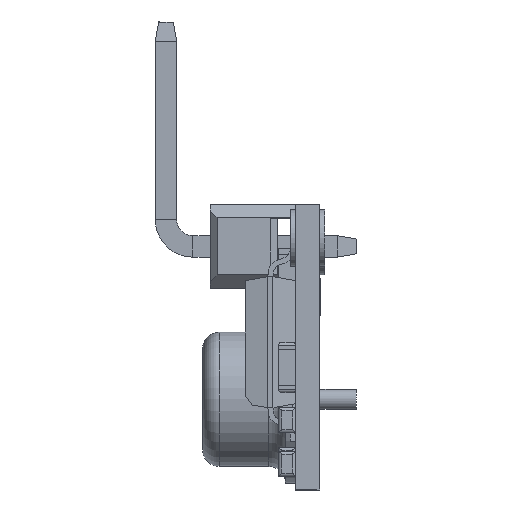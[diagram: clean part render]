
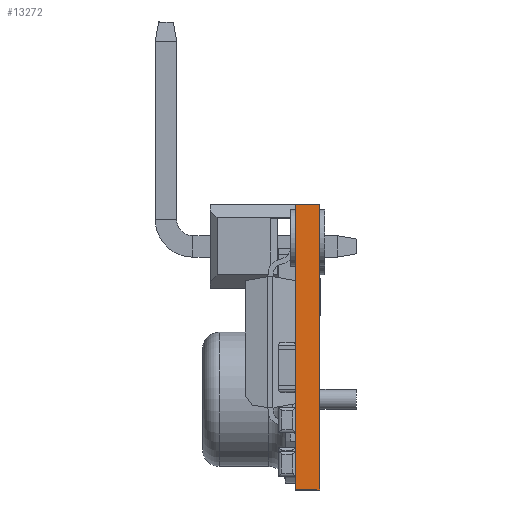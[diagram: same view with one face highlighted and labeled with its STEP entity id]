
A CAD part, left-side view. The second image highlights one B-rep face of the part: STEP entity #13272.
In plain terms, the highlighted planar face has unit normal (-1, 0, 0).
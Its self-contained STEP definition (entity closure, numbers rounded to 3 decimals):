
#1443=FACE_OUTER_BOUND('',#2240,.T.);
#2240=EDGE_LOOP('',(#10100,#10101,#10102,#10103));
#3215=LINE('',#19950,#4697);
#3254=LINE('',#20114,#4736);
#3255=LINE('',#20116,#4737);
#3256=LINE('',#20117,#4738);
#4697=VECTOR('',#15293,10.);
#4736=VECTOR('',#15474,10.);
#4737=VECTOR('',#15475,10.);
#4738=VECTOR('',#15476,10.);
#6146=VERTEX_POINT('',#19946);
#6148=VERTEX_POINT('',#19949);
#6202=VERTEX_POINT('',#20113);
#6203=VERTEX_POINT('',#20115);
#7519=EDGE_CURVE('',#6148,#6146,#3215,.T.);
#7594=EDGE_CURVE('',#6146,#6202,#3254,.T.);
#7595=EDGE_CURVE('',#6203,#6202,#3255,.T.);
#7596=EDGE_CURVE('',#6148,#6203,#3256,.T.);
#10100=ORIENTED_EDGE('',*,*,#7519,.T.);
#10101=ORIENTED_EDGE('',*,*,#7594,.T.);
#10102=ORIENTED_EDGE('',*,*,#7595,.F.);
#10103=ORIENTED_EDGE('',*,*,#7596,.F.);
#12623=PLANE('',#14015);
#13272=ADVANCED_FACE('',(#1443),#12623,.T.);
#14015=AXIS2_PLACEMENT_3D('',#20112,#15472,#15473);
#15293=DIRECTION('',(0.,0.,1.));
#15472=DIRECTION('center_axis',(-1.,0.,0.));
#15473=DIRECTION('ref_axis',(0.,0.,1.));
#15474=DIRECTION('',(0.,1.,0.));
#15475=DIRECTION('',(0.,0.,1.));
#15476=DIRECTION('',(0.,1.,0.));
#19946=CARTESIAN_POINT('',(-15.125,0.,4.25));
#19949=CARTESIAN_POINT('',(-15.125,0.,-4.25));
#19950=CARTESIAN_POINT('',(-15.125,0.,-4.25));
#20112=CARTESIAN_POINT('Origin',(-15.125,0.,-4.25));
#20113=CARTESIAN_POINT('',(-15.125,0.72,4.25));
#20114=CARTESIAN_POINT('',(-15.125,0.,4.25));
#20115=CARTESIAN_POINT('',(-15.125,0.72,-4.25));
#20116=CARTESIAN_POINT('',(-15.125,0.72,-4.25));
#20117=CARTESIAN_POINT('',(-15.125,0.,-4.25));
